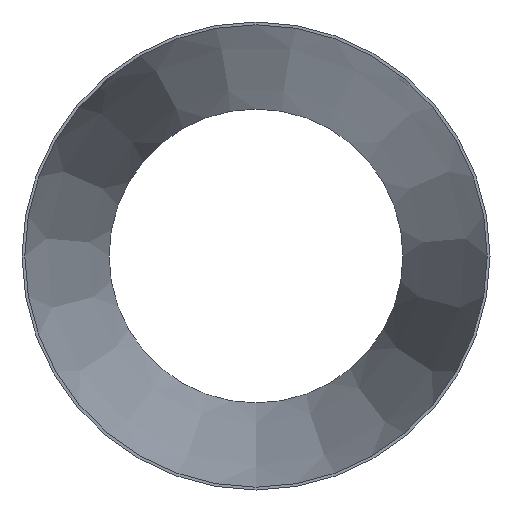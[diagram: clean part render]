
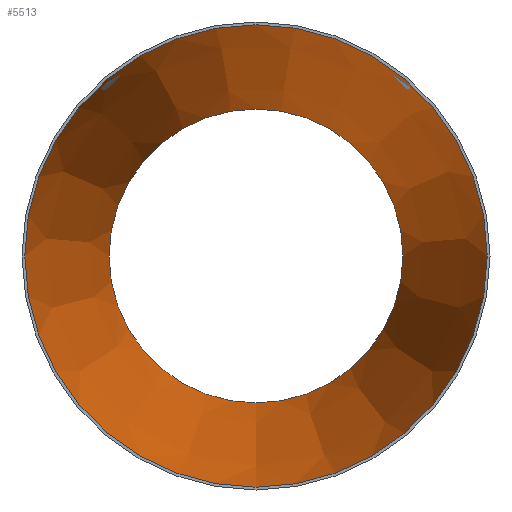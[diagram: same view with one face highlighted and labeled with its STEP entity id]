
A CAD part, front view. The second image highlights one B-rep face of the part: STEP entity #5513.
In plain terms, the highlighted conical face has half-angle 10.161 degrees and reference radius 249.952 mm.
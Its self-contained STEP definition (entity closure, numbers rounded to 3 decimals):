
#54 = AXIS2_PLACEMENT_3D ( 'NONE', #15857, #11701, #51267 ) ;
#4601 = CARTESIAN_POINT ( 'NONE',  ( 0., 0., 0. ) ) ;
#5513 = ADVANCED_FACE ( 'NONE', ( #5615, #25146 ), #46947, .F. ) ;
#5615 = FACE_BOUND ( 'NONE', #29574, .T. ) ;
#8245 = DIRECTION ( 'NONE',  ( 0., 0., -1. ) ) ;
#8779 = DIRECTION ( 'NONE',  ( 0., -1., 0. ) ) ;
#11701 = DIRECTION ( 'NONE',  ( 0., -1., 0. ) ) ;
#13715 = VERTEX_POINT ( 'NONE', #30096 ) ;
#15857 = CARTESIAN_POINT ( 'NONE',  ( 0., 0., 0. ) ) ;
#16861 = EDGE_LOOP ( 'NONE', ( #45505 ) ) ;
#18353 = AXIS2_PLACEMENT_3D ( 'NONE', #19709, #27749, #8245 ) ;
#18944 = EDGE_CURVE ( 'NONE', #13715, #13715, #37455, .T. ) ;
#19709 = CARTESIAN_POINT ( 'NONE',  ( 0., 508., 0. ) ) ;
#20521 = EDGE_CURVE ( 'NONE', #30356, #30356, #22463, .T. ) ;
#22463 = CIRCLE ( 'NONE', #18353, 158.902 ) ;
#23249 = ORIENTED_EDGE ( 'NONE', *, *, #20521, .F. ) ;
#24637 = DIRECTION ( 'NONE',  ( 0., 0., -1. ) ) ;
#25146 = FACE_OUTER_BOUND ( 'NONE', #16861, .T. ) ;
#27749 = DIRECTION ( 'NONE',  ( 0., -1., 0. ) ) ;
#29574 = EDGE_LOOP ( 'NONE', ( #23249 ) ) ;
#30096 = CARTESIAN_POINT ( 'NONE',  ( 0., 0., -249.952 ) ) ;
#30356 = VERTEX_POINT ( 'NONE', #37897 ) ;
#37455 = CIRCLE ( 'NONE', #54, 249.952 ) ;
#37897 = CARTESIAN_POINT ( 'NONE',  ( 0., 508., -158.902 ) ) ;
#45256 = AXIS2_PLACEMENT_3D ( 'NONE', #4601, #8779, #24637 ) ;
#45505 = ORIENTED_EDGE ( 'NONE', *, *, #18944, .T. ) ;
#46947 = CONICAL_SURFACE ( 'NONE', #45256, 249.952, 0.177 ) ;
#51267 = DIRECTION ( 'NONE',  ( 0., 0., -1. ) ) ;
